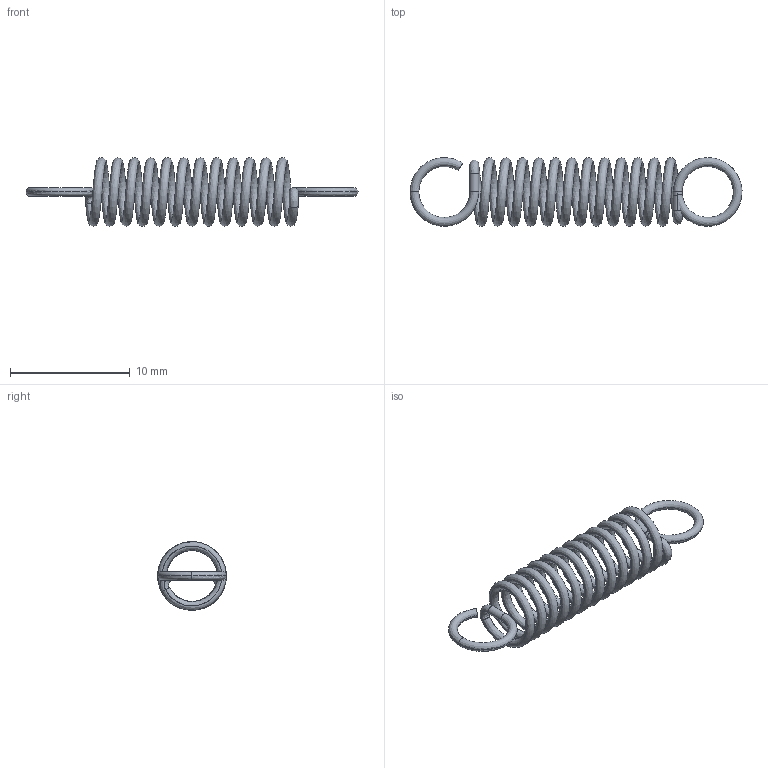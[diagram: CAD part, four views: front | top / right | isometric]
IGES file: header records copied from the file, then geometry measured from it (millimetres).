
Start section: SolidWorks IGES file using analytic representation for surfaces
Global section: file name: Ressort 3.IGS; native system: SolidWorks 2016; preprocessor: SolidWorks 2016; author: Lhommequisaitlire; date: 160318.161825; units: millimetre
Bounding box: 27.74 x 5.74 x 5.74 mm (x, y, z)
Surface area: 534.8 mm2 (no closed solid volume)
Topology: 0 solids, 0 shells, 18 faces, 104 edges, 104 vertices
Faces by surface type: bspline 14, revolution 4
